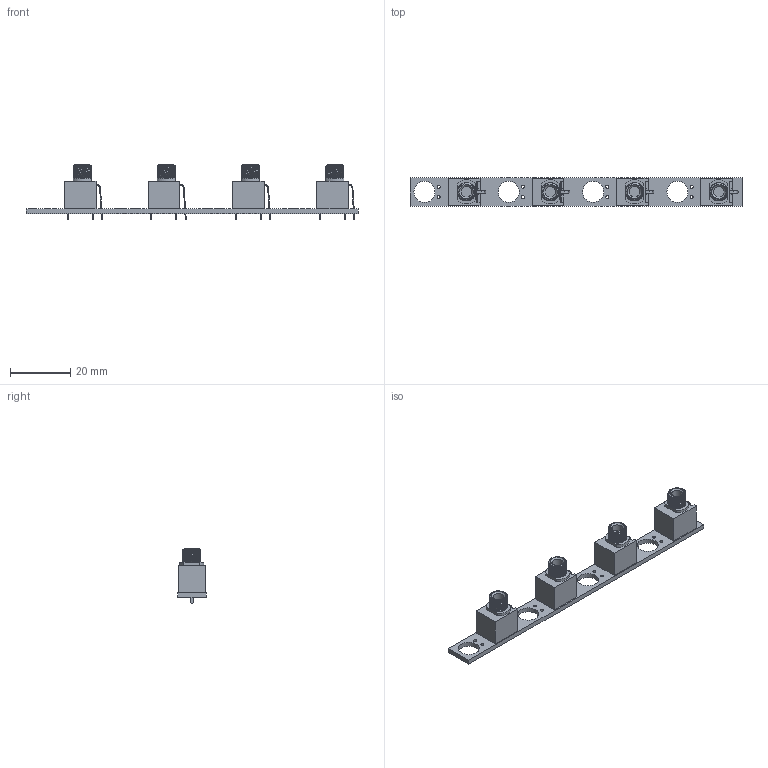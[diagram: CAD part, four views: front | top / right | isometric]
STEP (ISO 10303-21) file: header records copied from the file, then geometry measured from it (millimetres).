
FILE_DESCRIPTION(('KiCad electronic assembly'),'2;1');
FILE_NAME('Toast_PCB.step','2024-05-28T18:55:48',('Pcbnew'),('Kicad'), 'Open CASCADE STEP processor 7.7','KiCad to STEP converter','Unknown' );
FILE_SCHEMA(('AUTOMOTIVE_DESIGN { 1 0 10303 214 1 1 1 1 }'));
Length unit declared in the file: millimetre
Products named in the file (6): Toast_PCB 1; PJ301M-12 Thonkiconn v0.2; 1; 2; 3; _autosave-Toast_PCB_PCB
Assembly tree (8 placements, depth 3):
  Toast_PCB 1
    PJ301M-12 Thonkiconn v0.2  x4
      1
      2
      3
    _autosave-Toast_PCB_PCB
Bounding box: 110 x 9.5 x 18.02 mm (x, y, z)
Volume: 3037.2 mm3; surface area: 6688.7 mm2
Topology: 13 solids, 13 shells, 274 faces, 716 edges, 472 vertices
Faces by surface type: plane 202, cylinder 56, cone 8, bspline 8
Full cylindrical faces by diameter (mm): 0.889 x4, 1 x8, 1.143 x8, 3.6 x4, 3.966 x4, 7 x4
Entity records: 4955 total; most frequent: CARTESIAN_POINT 1992, DIRECTION 495, ORIENTED_EDGE 484, EDGE_CURVE 242, AXIS2_PLACEMENT_3D 166, LINE 163, VECTOR 163, VERTEX_POINT 160
